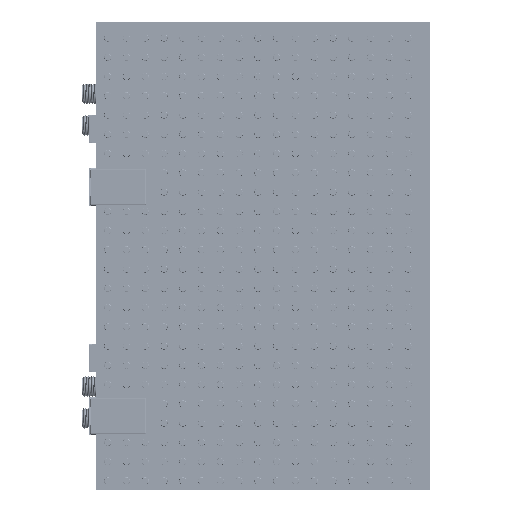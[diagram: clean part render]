
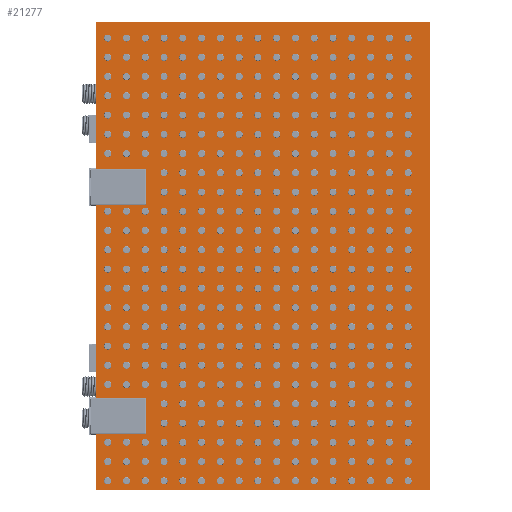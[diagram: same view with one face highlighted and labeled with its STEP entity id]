
A CAD part, top view. The second image highlights one B-rep face of the part: STEP entity #21277.
In plain terms, the highlighted planar face has unit normal (0, 0, 1).
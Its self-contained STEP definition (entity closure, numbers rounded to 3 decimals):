
#21202 = VERTEX_POINT('',#21203);
#21203 = CARTESIAN_POINT('',(-2.5,-2.5,12.8));
#21218 = VERTEX_POINT('',#21219);
#21219 = CARTESIAN_POINT('',(-2.5,144.5,12.8));
#21225 = EDGE_CURVE('',#21202,#21218,#21226,.T.);
#21226 = LINE('',#21227,#21228);
#21227 = CARTESIAN_POINT('',(-2.5,-2.5,12.8));
#21228 = VECTOR('',#21229,1.);
#21229 = DIRECTION('',(0.,1.,0.));
#21248 = EDGE_CURVE('',#21202,#21249,#21251,.T.);
#21249 = VERTEX_POINT('',#21250);
#21250 = CARTESIAN_POINT('',(102.5,-2.5,12.8));
#21251 = LINE('',#21252,#21253);
#21252 = CARTESIAN_POINT('',(-2.5,-2.5,12.8));
#21253 = VECTOR('',#21254,1.);
#21254 = DIRECTION('',(1.,0.,0.));
#21277 = ADVANCED_FACE('',(#21278),#21296,.T.);
#21278 = FACE_BOUND('',#21279,.T.);
#21279 = EDGE_LOOP('',(#21280,#21281,#21282,#21290));
#21280 = ORIENTED_EDGE('',*,*,#21225,.F.);
#21281 = ORIENTED_EDGE('',*,*,#21248,.T.);
#21282 = ORIENTED_EDGE('',*,*,#21283,.T.);
#21283 = EDGE_CURVE('',#21249,#21284,#21286,.T.);
#21284 = VERTEX_POINT('',#21285);
#21285 = CARTESIAN_POINT('',(102.5,144.5,12.8));
#21286 = LINE('',#21287,#21288);
#21287 = CARTESIAN_POINT('',(102.5,-2.5,12.8));
#21288 = VECTOR('',#21289,1.);
#21289 = DIRECTION('',(0.,1.,0.));
#21290 = ORIENTED_EDGE('',*,*,#21291,.F.);
#21291 = EDGE_CURVE('',#21218,#21284,#21292,.T.);
#21292 = LINE('',#21293,#21294);
#21293 = CARTESIAN_POINT('',(-2.5,144.5,12.8));
#21294 = VECTOR('',#21295,1.);
#21295 = DIRECTION('',(1.,0.,0.));
#21296 = PLANE('',#21297);
#21297 = AXIS2_PLACEMENT_3D('',#21298,#21299,#21300);
#21298 = CARTESIAN_POINT('',(-2.5,-2.5,12.8));
#21299 = DIRECTION('',(0.,0.,1.));
#21300 = DIRECTION('',(1.,0.,0.));
